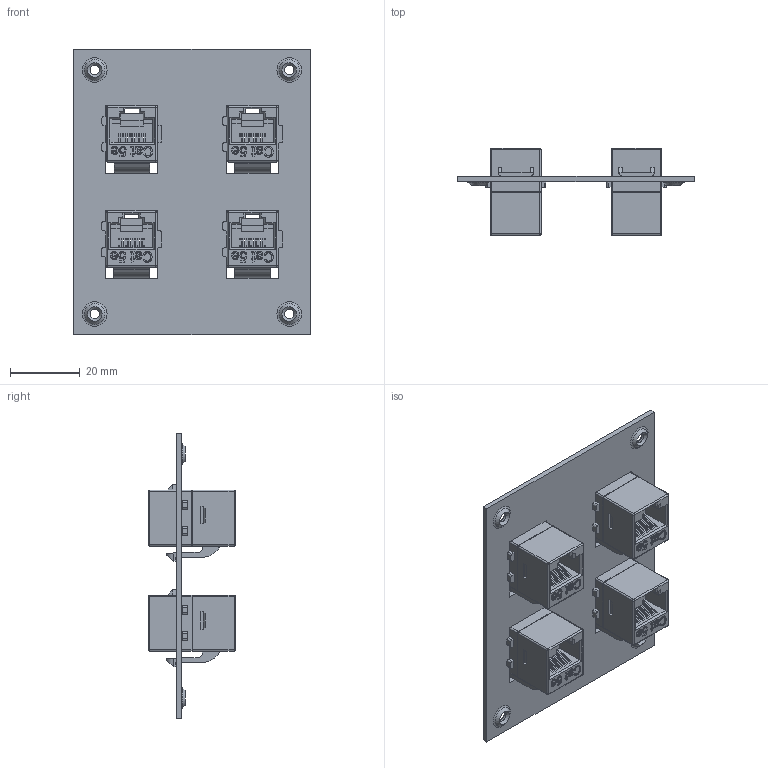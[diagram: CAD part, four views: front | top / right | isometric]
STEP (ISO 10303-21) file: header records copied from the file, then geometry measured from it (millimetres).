
FILE_DESCRIPTION (( 'STEP AP214' ), '1' );
FILE_NAME ('USP4MC5BM.STEP', '2018-04-25T14:52:45', ( '' ), ( '' ), 'SwSTEP 2.0', 'SolidWorks 2017', '' );
FILE_SCHEMA (( 'AUTOMOTIVE_DESIGN' ));
Length unit declared in the file: inch
Products named in the file (3): TDG1026KCx-MINI_Cat 5e; 1AR03-002; USP4MC5BM
Assembly tree (5 placements, depth 2):
  USP4MC5BM
    1AR03-002
    TDG1026KCx-MINI_Cat 5e  x4
Bounding box: 68.07 x 25 x 82.04 mm (x, y, z)
Volume: 21880.7 mm3; surface area: 25836.9 mm2
Topology: 5 solids, 5 shells, 1810 faces, 5100 edges, 3252 vertices
Faces by surface type: plane 1218, bspline 400, cylinder 140, sphere 32, cone 12, torus 8
Full cylindrical faces by diameter (mm): 2.705 x4
Entity records: 21038 total; most frequent: CARTESIAN_POINT 8300, ORIENTED_EDGE 2646, DIRECTION 1993, EDGE_CURVE 1323, LINE 1023, VECTOR 1023, VERTEX_POINT 860, EDGE_LOOP 573
